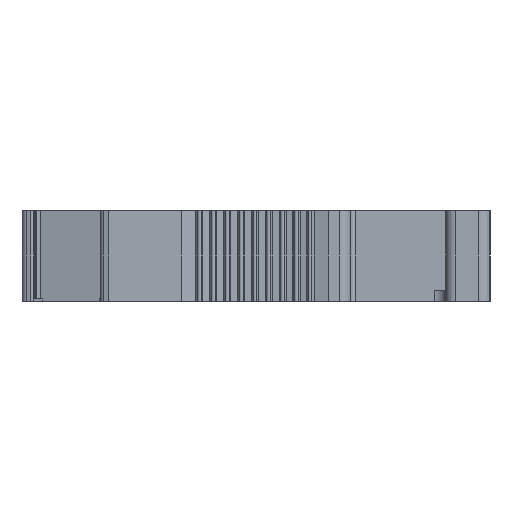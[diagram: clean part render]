
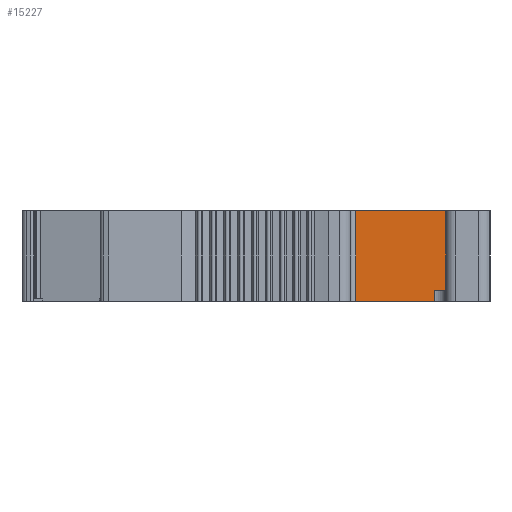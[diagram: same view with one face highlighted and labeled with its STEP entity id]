
A CAD part, left-side view. The second image highlights one B-rep face of the part: STEP entity #15227.
In plain terms, the highlighted planar face has unit normal (-1, 0, 0).
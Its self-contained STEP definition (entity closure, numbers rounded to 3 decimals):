
#591=DIRECTION('',(0.,-1.,0.));
#592=VECTOR('',#591,10.2);
#593=CARTESIAN_POINT('',(-34.946,6.1,0.));
#594=LINE('',#593,#592);
#1721=DIRECTION('',(0.,-1.,0.));
#1722=VECTOR('',#1721,7.1);
#1723=CARTESIAN_POINT('',(-34.946,6.1,-8.2));
#1724=LINE('',#1723,#1722);
#3922=DIRECTION('',(0.,1.,0.));
#3923=VECTOR('',#3922,3.1);
#3924=CARTESIAN_POINT('',(-34.946,-4.1,-7.2));
#3925=LINE('',#3924,#3923);
#3926=DIRECTION('',(0.,0.,-1.));
#3927=VECTOR('',#3926,1.);
#3928=CARTESIAN_POINT('',(-34.946,-1.,-7.2));
#3929=LINE('',#3928,#3927);
#3930=DIRECTION('',(0.,0.,-1.));
#3931=VECTOR('',#3930,8.2);
#3932=CARTESIAN_POINT('',(-34.946,6.1,0.));
#3933=LINE('',#3932,#3931);
#4119=DIRECTION('',(0.,0.,-1.));
#4120=VECTOR('',#4119,7.2);
#4121=CARTESIAN_POINT('',(-34.946,-4.1,0.));
#4122=LINE('',#4121,#4120);
#8864=CARTESIAN_POINT('',(-34.946,6.1,0.));
#8865=VERTEX_POINT('',#8864);
#8866=CARTESIAN_POINT('',(-34.946,-4.1,0.));
#8867=VERTEX_POINT('',#8866);
#9222=CARTESIAN_POINT('',(-34.946,6.1,-8.2));
#9223=VERTEX_POINT('',#9222);
#10214=CARTESIAN_POINT('',(-34.946,-4.1,-7.2));
#10215=CARTESIAN_POINT('',(-34.946,-1.,-7.2));
#10216=VERTEX_POINT('',#10214);
#10217=VERTEX_POINT('',#10215);
#10218=CARTESIAN_POINT('',(-34.946,-1.,-8.2));
#10219=VERTEX_POINT('',#10218);
#15211=CARTESIAN_POINT('',(-34.946,6.1,0.));
#15212=DIRECTION('',(-1.,0.,0.));
#15213=DIRECTION('',(0.,-1.,0.));
#15214=AXIS2_PLACEMENT_3D('',#15211,#15212,#15213);
#15215=PLANE('',#15214);
#15216=ORIENTED_EDGE('',*,*,#15193,.T.);
#15218=ORIENTED_EDGE('',*,*,#15217,.T.);
#15219=ORIENTED_EDGE('',*,*,#12354,.F.);
#15221=ORIENTED_EDGE('',*,*,#15220,.F.);
#15222=ORIENTED_EDGE('',*,*,#11630,.T.);
#15224=ORIENTED_EDGE('',*,*,#15223,.T.);
#15225=EDGE_LOOP('',(#15216,#15218,#15219,#15221,#15222,#15224));
#15226=FACE_OUTER_BOUND('',#15225,.F.);
#15227=ADVANCED_FACE('',(#15226),#15215,.T.);
#11630=EDGE_CURVE('',#8865,#8867,#594,.T.);
#12354=EDGE_CURVE('',#9223,#10219,#1724,.T.);
#15193=EDGE_CURVE('',#10216,#10217,#3925,.T.);
#15217=EDGE_CURVE('',#10217,#10219,#3929,.T.);
#15220=EDGE_CURVE('',#8865,#9223,#3933,.T.);
#15223=EDGE_CURVE('',#8867,#10216,#4122,.T.);
